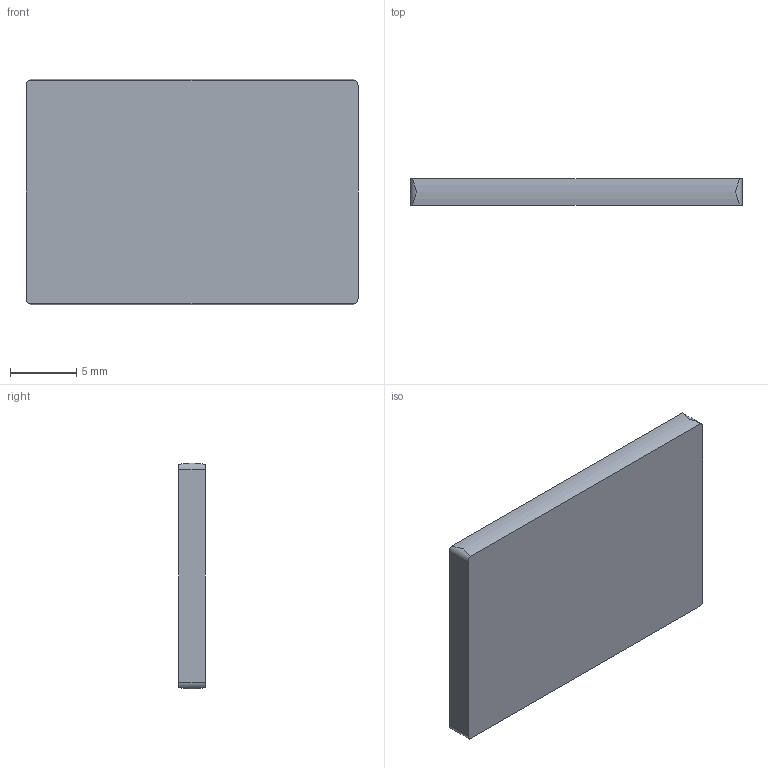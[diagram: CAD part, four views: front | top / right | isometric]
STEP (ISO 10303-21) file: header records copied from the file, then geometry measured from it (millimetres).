
FILE_DESCRIPTION(('THIS FILE CONTAINS SOME STEP INSTANCES'),'1');
FILE_NAME('LE-CB-007-01 Lamela.stp','2021-09-24T13:23:51',('UNDEFINED'),('UNDEFINED'),'T-FLEX CAD STEP converter','T-FLEX CAD','');
FILE_SCHEMA(('CONFIG_CONTROL_DESIGN'));
Length unit declared in the file: metre
Products named in the file (1): T骴o_10
Bounding box: 25 x 2 x 17 mm (x, y, z)
Volume: 846.3 mm3; surface area: 1006.6 mm2
Topology: 1 solids, 1 shells, 10 faces, 28 edges, 20 vertices
Faces by surface type: cylinder 6, plane 4
Entity records: 515 total; most frequent: CARTESIAN_POINT 158, ORIENTED_EDGE 56, DIRECTION 48, EDGE_CURVE 28, VERTEX_POINT 20, AXIS2_PLACEMENT_3D 18, STYLED_ITEM 12, PRESENTATION_STYLE_ASSIGNMENT 12
